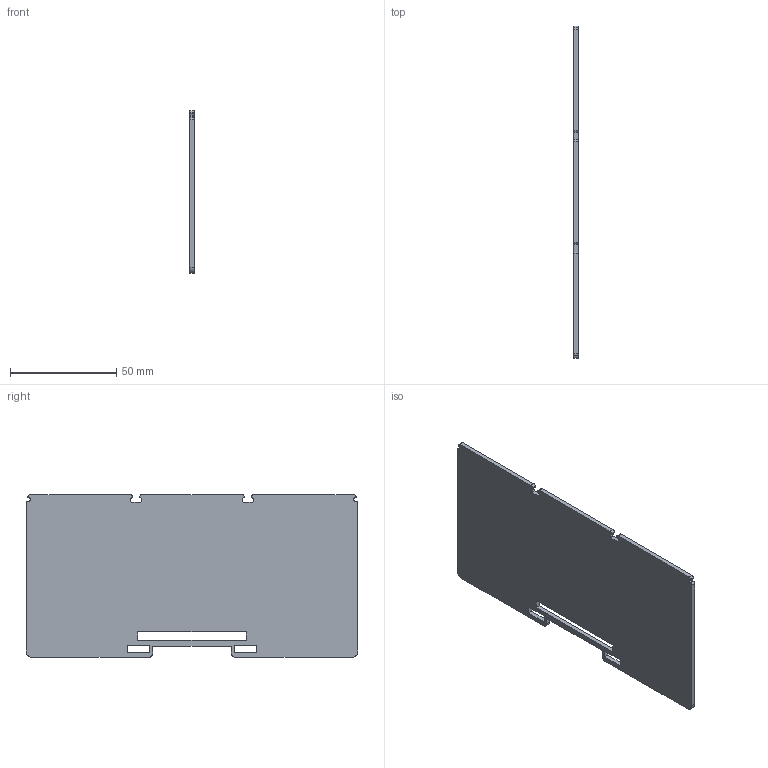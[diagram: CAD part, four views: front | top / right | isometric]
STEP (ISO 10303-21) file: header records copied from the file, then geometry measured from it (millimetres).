
FILE_DESCRIPTION(('CATIA V5 STEP Exchange','CAx-IF Rec.Pracs.--- Model Styling and Organization---1.4--- 2014-01-23'),'2;1');
FILE_NAME ('D1456081_0', '2020-02-24T08:23:32+00:00', ('none'), ('Weidmueller'), 'CATIA Version 5-6 Release 2016 SP3 HF44', 'CATIA V5 STEP AP214', 'none');
FILE_SCHEMA(('AUTOMOTIVE_DESIGN { 1 0 10303 214 1 1 1 1 }'));
Length unit declared in the file: millimetre
Products named in the file (1): 1780920000_WTW_WF10-WF12_2300
Bounding box: 2 x 155.8 x 76.45 mm (x, y, z)
Volume: 22792.6 mm3; surface area: 24102.7 mm2
Topology: 1 solids, 1 shells, 80 faces, 240 edges, 162 vertices
Faces by surface type: plane 50, cylinder 30
Entity records: 2678 total; most frequent: CARTESIAN_POINT 528, ORIENTED_EDGE 480, DIRECTION 374, EDGE_CURVE 240, VECTOR 180, LINE 180, VERTEX_POINT 162, AXIS2_PLACEMENT_3D 126
